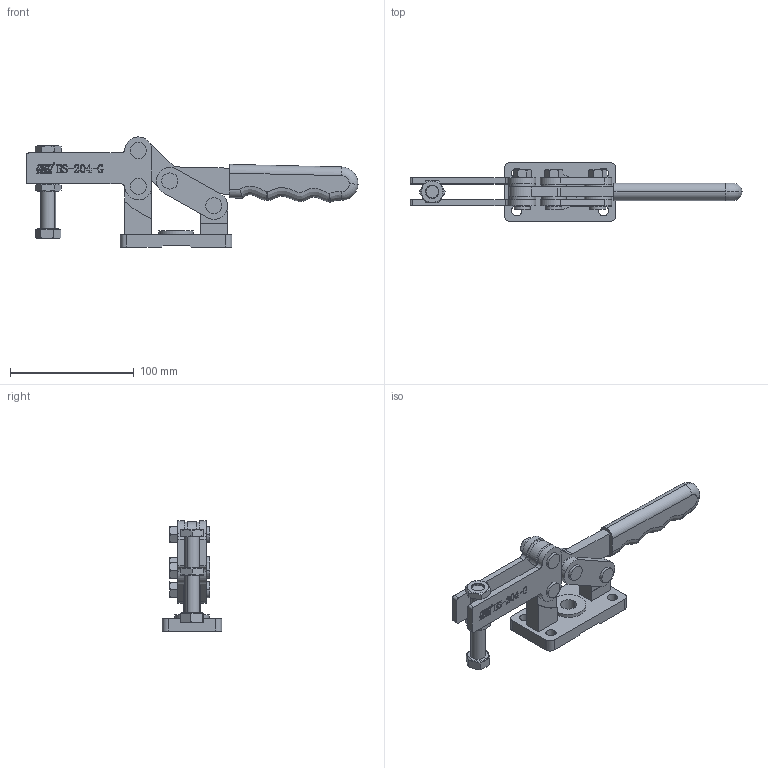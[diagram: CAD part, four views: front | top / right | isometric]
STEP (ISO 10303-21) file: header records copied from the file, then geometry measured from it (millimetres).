
FILE_DESCRIPTION (( 'STEP AP203' ), '1' );
FILE_NAME ('HS-204-G 装配体.STEP', '2018-12-07T03:40:20', ( 'PCOS' ), ( '微软中国' ), 'SwSTEP 2.0', 'SolidWorks 2012', '' );
FILE_SCHEMA (( 'CONFIG_CONTROL_DESIGN' ));
Length unit declared in the file: millimetre
Products named in the file (10): HS-204-G 蚾饜极; 种; hex thin nuts-grades ab-chamfered gb_GB_FASTENER_NUT_STNAB M12-N; hexagon head bolts-full thread gb_GB_FASTENER_BOLT_STBAB A M12X65-N; 菜え; 揤參; 忒梟; 忒參; 蟀裝; 菁釱
Assembly tree (18 placements, depth 2):
  HS-204-G 蚾饜极
    菁釱
    蟀裝  x2
    忒參
    忒梟
    揤參  x2
    菜え  x4
    hexagon head bolts-full thread gb_GB_FASTENER_BOLT_STBAB A M12X65-N
    hex thin nuts-grades ab-chamfered gb_GB_FASTENER_NUT_STNAB M12-N  x2
    种  x4
Bounding box: 268 x 48 x 88.89 mm (x, y, z)
Volume: 169773.5 mm3; surface area: 67191.7 mm2
Topology: 18 solids, 18 shells, 999 faces, 2640 edges, 1740 vertices
Faces by surface type: plane 515, bspline 262, cylinder 176, cone 26, torus 20
Entity records: 30499 total; most frequent: CARTESIAN_POINT 16655, ORIENTED_EDGE 2828, DIRECTION 2169, EDGE_CURVE 1414, VERTEX_POINT 932, VECTOR 859, LINE 859, AXIS2_PLACEMENT_3D 655
